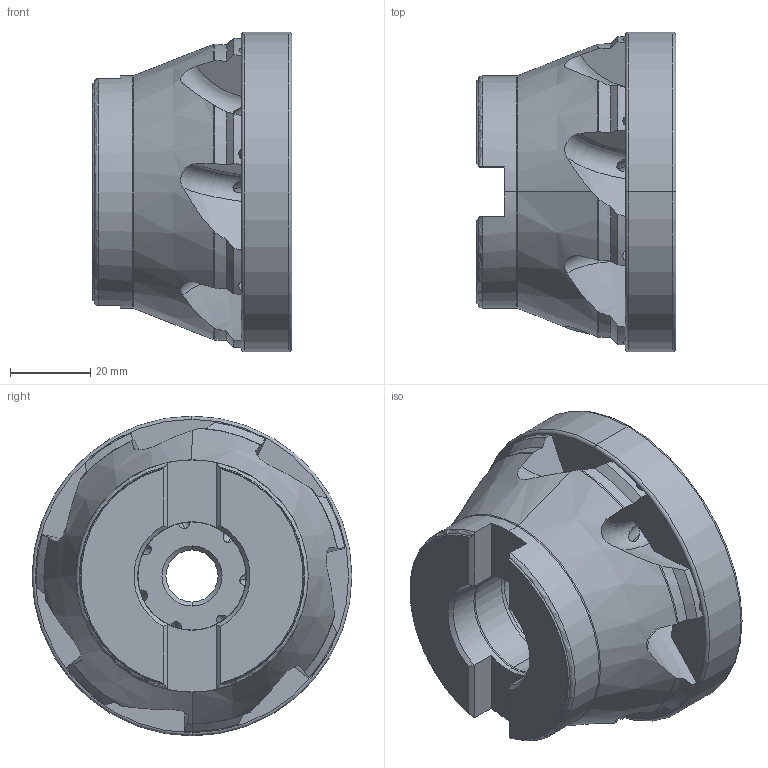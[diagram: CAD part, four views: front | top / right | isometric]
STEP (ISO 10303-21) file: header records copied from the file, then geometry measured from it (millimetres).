
FILE_DESCRIPTION (( 'STEP AP214' ), '1' );
FILE_NAME ('90PP_080_27_7.STEP', '2016-07-11T12:32:43', ( '' ), ( '' ), 'SwSTEP 2.0', 'SolidWorks 2016', '' );
FILE_SCHEMA (( 'AUTOMOTIVE_DESIGN' ));
Length unit declared in the file: millimetre
Products named in the file (1): 90PP_080_27_7
Bounding box: 49.94 x 79.93 x 79.93 mm (x, y, z)
Volume: 149931.9 mm3; surface area: 27346.3 mm2
Topology: 1 solids, 1 shells, 220 faces, 672 edges, 436 vertices
Faces by surface type: plane 73, cylinder 59, cone 46, torus 42
Entity records: 9058 total; most frequent: CARTESIAN_POINT 3139, ORIENTED_EDGE 1344, DIRECTION 1008, EDGE_CURVE 672, AXIS2_PLACEMENT_3D 440, VERTEX_POINT 436, B_SPLINE_CURVE_WITH_KNOTS 250, EDGE_LOOP 232
